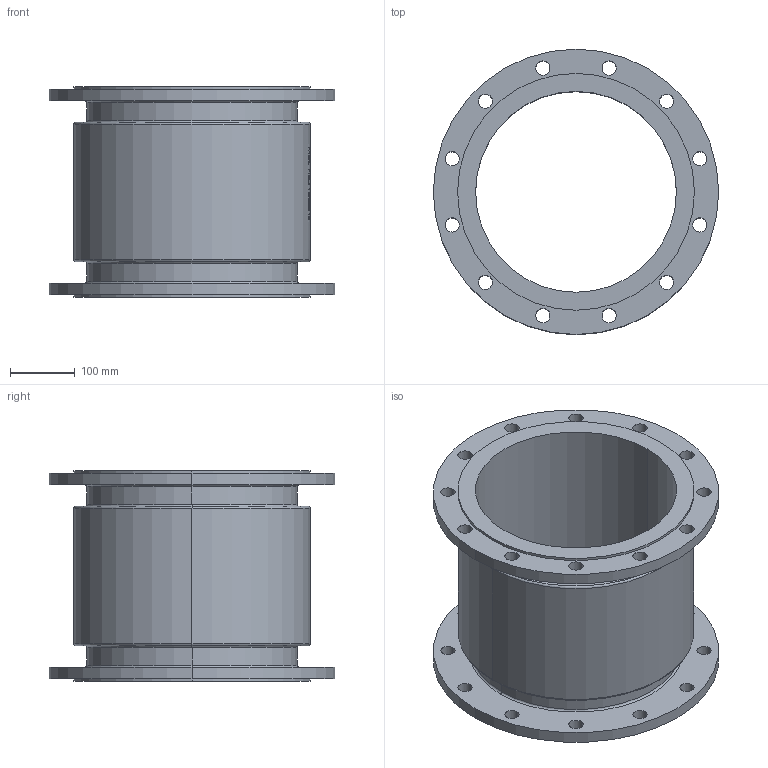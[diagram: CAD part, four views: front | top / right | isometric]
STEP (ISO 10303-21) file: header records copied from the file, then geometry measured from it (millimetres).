
FILE_DESCRIPTION (( 'STEP AP214' ), '1' );
FILE_NAME ('7120000_DN300_PN06_1328248.STEP', '2022-02-24T06:34:06', ( 'axxx' ), ( 'Hewlett-Packard Company' ), 'SwSTEP 2.0', 'SolidWorks 2019', '' );
FILE_SCHEMA (( 'AUTOMOTIVE_DESIGN' ));
Length unit declared in the file: millimetre
Products named in the file (1): 7120000_DN300_PN06_1328248
Bounding box: 440 x 440 x 325 mm (x, y, z)
Volume: 9476004.4 mm3; surface area: 1033828.4 mm2
Topology: 1 solids, 1 shells, 579 faces, 1509 edges, 1002 vertices
Faces by surface type: bspline 254, plane 226, cylinder 87, torus 12
Entity records: 33470 total; most frequent: CARTESIAN_POINT 20766, ORIENTED_EDGE 3018, DIRECTION 1823, EDGE_CURVE 1509, VERTEX_POINT 1002, VECTOR 753, LINE 753, EDGE_LOOP 699
